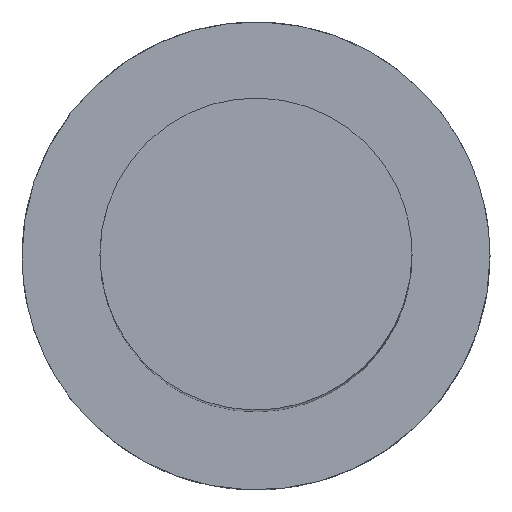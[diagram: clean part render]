
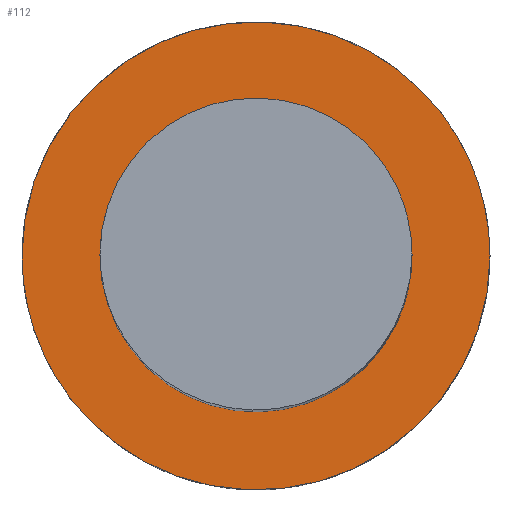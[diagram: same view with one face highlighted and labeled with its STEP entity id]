
A CAD part, top view. The second image highlights one B-rep face of the part: STEP entity #112.
In plain terms, the highlighted planar face has unit normal (0, 0, 1).
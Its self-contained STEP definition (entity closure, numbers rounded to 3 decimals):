
#19=CARTESIAN_POINT('#19',(7.5,0.0,3.0));
#20=VERTEX_POINT('',#19);
#21=CARTESIAN_POINT('#21',(-7.5,0.0,3.0));
#22=VERTEX_POINT('',#21);
#23=CARTESIAN_POINT('#23',(-5.,0.0,3.0));
#24=VERTEX_POINT('',#23);
#25=CARTESIAN_POINT('#25',(5.0,0.0,3.0));
#26=VERTEX_POINT('',#25);
#35=CARTESIAN_POINT('#35',(7.5,0.0,3.0));
#36=CARTESIAN_POINT('#36',(7.5,-15.,3.0));
#37=CARTESIAN_POINT('#37',(-7.5,-15.,3.0));
#38=CARTESIAN_POINT('#38',(-7.5,0.0,3.0));
#39=(BOUNDED_CURVE()B_SPLINE_CURVE(3,(#35,#36,#37,#38),.UNSPECIFIED.,.F.
,.F.)B_SPLINE_CURVE_WITH_KNOTS((4,4),(0.0,1.0),.UNSPECIFIED.)CURVE()
GEOMETRIC_REPRESENTATION_ITEM()RATIONAL_B_SPLINE_CURVE((1.0,
0.333,0.333,1.0))REPRESENTATION_ITEM(''));
#40=CARTESIAN_POINT('#40',(-7.5,0.0,3.0));
#41=CARTESIAN_POINT('#41',(-7.5,15.,3.0));
#42=CARTESIAN_POINT('#42',(7.5,15.,3.0));
#43=CARTESIAN_POINT('#43',(7.5,0.0,3.0));
#44=(BOUNDED_CURVE()B_SPLINE_CURVE(3,(#40,#41,#42,#43),.UNSPECIFIED.,.F.
,.F.)B_SPLINE_CURVE_WITH_KNOTS((4,4),(0.0,1.0),.UNSPECIFIED.)CURVE()
GEOMETRIC_REPRESENTATION_ITEM()RATIONAL_B_SPLINE_CURVE((1.0,
0.333,0.333,1.0))REPRESENTATION_ITEM(''));
#45=CARTESIAN_POINT('#45',(-5.,0.0,3.0));
#46=CARTESIAN_POINT('#46',(-5.,-10.,3.0));
#47=CARTESIAN_POINT('#47',(5.0,-10.,3.0));
#48=CARTESIAN_POINT('#48',(5.0,0.0,3.0));
#49=(BOUNDED_CURVE()B_SPLINE_CURVE(3,(#45,#46,#47,#48),.UNSPECIFIED.,.F.
,.F.)B_SPLINE_CURVE_WITH_KNOTS((4,4),(0.0,1.0),.UNSPECIFIED.)CURVE()
GEOMETRIC_REPRESENTATION_ITEM()RATIONAL_B_SPLINE_CURVE((1.0,
0.333,0.333,1.0))REPRESENTATION_ITEM(''));
#50=CARTESIAN_POINT('#50',(5.0,0.0,3.0));
#51=CARTESIAN_POINT('#51',(5.0,10.,3.0));
#52=CARTESIAN_POINT('#52',(-5.,10.,3.0));
#53=CARTESIAN_POINT('#53',(-5.,0.0,3.0));
#54=(BOUNDED_CURVE()B_SPLINE_CURVE(3,(#50,#51,#52,#53),.UNSPECIFIED.,.F.
,.F.)B_SPLINE_CURVE_WITH_KNOTS((4,4),(0.0,1.0),.UNSPECIFIED.)CURVE()
GEOMETRIC_REPRESENTATION_ITEM()RATIONAL_B_SPLINE_CURVE((1.0,
0.333,0.333,1.0))REPRESENTATION_ITEM(''));
#87=EDGE_CURVE('',#20,#22,#39,.T.);
#88=EDGE_CURVE('',#22,#20,#44,.T.);
#89=EDGE_CURVE('',#24,#26,#49,.T.);
#90=EDGE_CURVE('',#26,#24,#54,.T.);
#99=ORIENTED_EDGE('#99',*,*,#87,.F.);
#100=ORIENTED_EDGE('#100',*,*,#88,.F.);
#101=EDGE_LOOP('#101',(#99,#100));
#102=FACE_OUTER_BOUND('#102',#101,.T.);
#103=ORIENTED_EDGE('#103',*,*,#89,.F.);
#104=ORIENTED_EDGE('#104',*,*,#90,.F.);
#105=EDGE_LOOP('#105',(#103,#104));
#106=FACE_BOUND('#106',#105,.T.);
#107=CARTESIAN_POINT('#107',(0.0,0.0,3.0));
#108=DIRECTION('#108',(0.0,0.0,1.0));
#109=DIRECTION('#109',(1.0,0.0,0.0));
#110=AXIS2_PLACEMENT_3D('#110',#107,#108,#109);
#111=PLANE('',#110);
#112=ADVANCED_FACE('',(#102,#106),#111,.T.);
